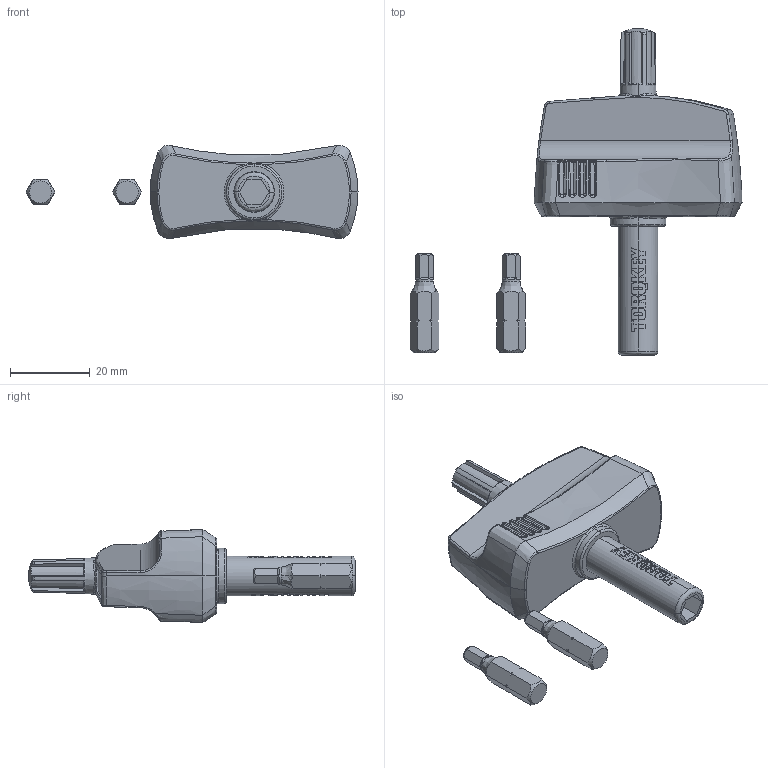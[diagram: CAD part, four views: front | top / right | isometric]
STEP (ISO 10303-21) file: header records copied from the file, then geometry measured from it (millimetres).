
FILE_DESCRIPTION (( 'STEP AP214' ), '1' );
FILE_NAME ('06-0294.STEP', '2024-09-19T19:36:37', ( '' ), ( '' ), 'SwSTEP 2.0', 'SolidWorks 2022', '' );
FILE_SCHEMA (( 'AUTOMOTIVE_DESIGN' ));
Length unit declared in the file: inch
Products named in the file (1): 06-0294
Bounding box: 83.47 x 82.02 x 23.48 mm (x, y, z)
Volume: 25795.4 mm3; surface area: 8508.8 mm2
Topology: 4 solids, 4 shells, 1033 faces, 2752 edges, 1750 vertices
Faces by surface type: plane 459, bspline 423, cylinder 110, cone 41
Entity records: 61872 total; most frequent: CARTESIAN_POINT 26709, ORIENTED_EDGE 5504, DIRECTION 3272, EDGE_CURVE 2752, VERTEX_POINT 1750, AXIS2_PLACEMENT_3D 1179, EDGE_LOOP 1056, DIMENSIONAL_EXPONENTS 1039
